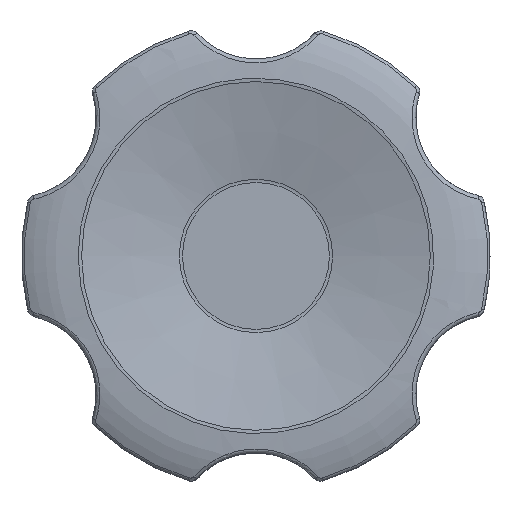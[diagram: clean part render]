
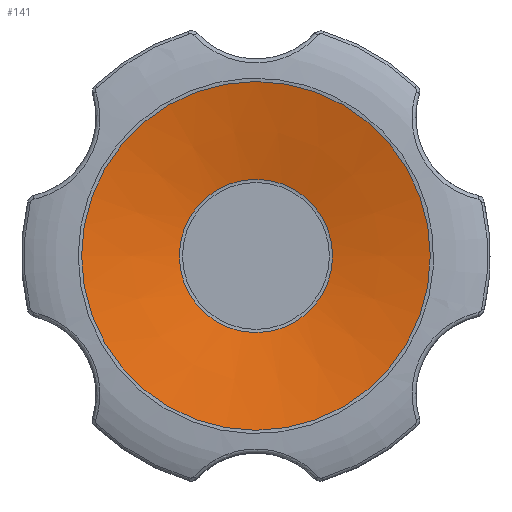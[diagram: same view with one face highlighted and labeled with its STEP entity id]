
A CAD part, top view. The second image highlights one B-rep face of the part: STEP entity #141.
In plain terms, the highlighted conical face has half-angle 76.908 degrees and reference radius 18.75 mm.
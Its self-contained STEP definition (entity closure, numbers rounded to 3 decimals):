
#141 = ADVANCED_FACE( '', ( #360, #361 ), #362, .F. );
#360 = FACE_BOUND( '', #1116, .T. );
#361 = FACE_OUTER_BOUND( '', #1117, .T. );
#362 = CONICAL_SURFACE( '', #1118, 18.75, 1.342 );
#1116 = EDGE_LOOP( '', ( #5939 ) );
#1117 = EDGE_LOOP( '', ( #5940 ) );
#1118 = AXIS2_PLACEMENT_3D( '', #5941, #5942, #5943 );
#5939 = ORIENTED_EDGE( '', *, *, #6545, .T. );
#5940 = ORIENTED_EDGE( '', *, *, #6508, .T. );
#5941 = CARTESIAN_POINT( '', ( 0., 0., 32. ) );
#5942 = DIRECTION( '', ( 0., 0., 1. ) );
#5943 = DIRECTION( '', ( 1., 0., 0. ) );
#6508 = EDGE_CURVE( '', #6821, #6821, #6822, .F. );
#6545 = EDGE_CURVE( '', #6885, #6885, #6886, .F. );
#6821 = VERTEX_POINT( '', #7986 );
#6822 = CIRCLE( '', #7987, 18.578 );
#6885 = VERTEX_POINT( '', #8351 );
#6886 = CIRCLE( '', #8352, 8.168 );
#7986 = CARTESIAN_POINT( '', ( -18.578, 0., 31.96 ) );
#7987 = AXIS2_PLACEMENT_3D( '', #10290, #10291, #10292 );
#8351 = CARTESIAN_POINT( '', ( 8.168, 0., 29.539 ) );
#8352 = AXIS2_PLACEMENT_3D( '', #10346, #10347, #10348 );
#10290 = CARTESIAN_POINT( '', ( 0., 0., 31.96 ) );
#10291 = DIRECTION( '', ( 0., 0., -1. ) );
#10292 = DIRECTION( '', ( -1., 0., 0. ) );
#10346 = CARTESIAN_POINT( '', ( 0., 0., 29.539 ) );
#10347 = DIRECTION( '', ( 0., 0., 1. ) );
#10348 = DIRECTION( '', ( 1., 0., 0. ) );
